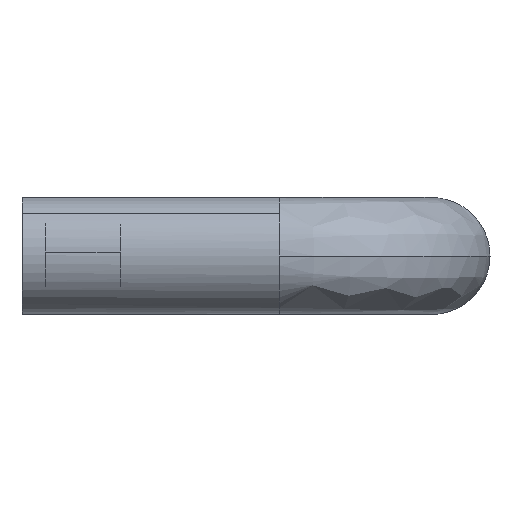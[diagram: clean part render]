
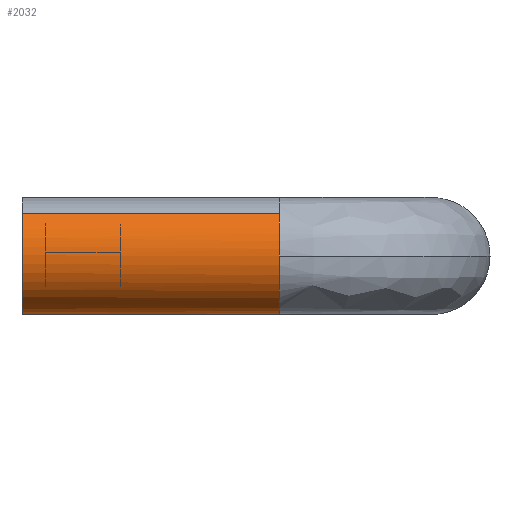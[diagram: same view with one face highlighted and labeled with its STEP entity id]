
A CAD part, left-side view. The second image highlights one B-rep face of the part: STEP entity #2032.
In plain terms, the highlighted free-form (B-spline) face has degree [2, 1] with [5, 2] control points.
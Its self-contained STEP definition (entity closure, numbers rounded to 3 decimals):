
#1643=CARTESIAN_POINT('',(-12.5,-55.,0.));
#1644=VERTEX_POINT('',#1643);
#1691=CARTESIAN_POINT('',(-8.604,-55.,9.067));
#1692=VERTEX_POINT('',#1691);
#1706=CARTESIAN_POINT('',(-8.604,-55.,9.067));
#1707=CARTESIAN_POINT('',(-12.5,-55.,5.37));
#1708=CARTESIAN_POINT('',(-12.5,-55.,0.));
#1716=(BOUNDED_CURVE()B_SPLINE_CURVE(2,(#1706,#1707,#1708),.UNSPECIFIED.,.F.,.U.)B_SPLINE_CURVE_WITH_KNOTS((3,3),(0.484,1.0),.UNSPECIFIED.)CURVE()GEOMETRIC_REPRESENTATION_ITEM()RATIONAL_B_SPLINE_CURVE((0.854,0.849,1.0))REPRESENTATION_ITEM(''));
#1717=EDGE_CURVE('',#1692,#1644,#1716,.T.);
#1752=CARTESIAN_POINT('',(8.604,-55.,-9.067));
#1753=VERTEX_POINT('',#1752);
#1754=CARTESIAN_POINT('',(-12.5,-55.,0.));
#1755=CARTESIAN_POINT('',(-12.5,-55.,-12.5));
#1756=CARTESIAN_POINT('',(0.,-55.,-12.5));
#1757=CARTESIAN_POINT('',(4.987,-55.,-12.5));
#1758=CARTESIAN_POINT('',(8.604,-55.,-9.067));
#1766=(BOUNDED_CURVE()B_SPLINE_CURVE(2,(#1754,#1755,#1756,#1757,#1758),.UNSPECIFIED.,.F.,.U.)B_SPLINE_CURVE_WITH_KNOTS((3,2,3),(0.0,0.333,0.495),.UNSPECIFIED.)CURVE()GEOMETRIC_REPRESENTATION_ITEM()RATIONAL_B_SPLINE_CURVE((1.0,0.707,1.0,0.858,0.854))REPRESENTATION_ITEM(''));
#1767=EDGE_CURVE('',#1644,#1753,#1766,.T.);
#1929=CARTESIAN_POINT('',(8.604,0.,-9.067));
#1930=VERTEX_POINT('',#1929);
#1931=CARTESIAN_POINT('',(8.604,0.,-9.067));
#1932=CARTESIAN_POINT('',(8.604,-55.,-9.067));
#1933=QUASI_UNIFORM_CURVE('',1,(#1931,#1932),.UNSPECIFIED.,.F.,.U.);
#1934=EDGE_CURVE('',#1930,#1753,#1933,.T.);
#1953=CARTESIAN_POINT('',(-8.604,0.,9.067));
#1954=VERTEX_POINT('',#1953);
#1968=CARTESIAN_POINT('',(-8.604,0.,9.067));
#1969=CARTESIAN_POINT('',(-8.604,-55.,9.067));
#1970=QUASI_UNIFORM_CURVE('',1,(#1968,#1969),.UNSPECIFIED.,.F.,.U.);
#1971=EDGE_CURVE('',#1954,#1692,#1970,.T.);
#1978=CARTESIAN_POINT('',(-8.604,1.375,9.067));
#1979=CARTESIAN_POINT('',(-17.672,1.375,0.463));
#1980=CARTESIAN_POINT('',(-9.067,1.375,-8.604));
#1981=CARTESIAN_POINT('',(-0.463,1.375,-17.672));
#1982=CARTESIAN_POINT('',(8.604,1.375,-9.067));
#1983=CARTESIAN_POINT('',(-8.604,-56.409,9.067));
#1984=CARTESIAN_POINT('',(-17.672,-56.409,0.463));
#1985=CARTESIAN_POINT('',(-9.067,-56.409,-8.604));
#1986=CARTESIAN_POINT('',(-0.463,-56.409,-17.672));
#1987=CARTESIAN_POINT('',(8.604,-56.409,-9.067));
#1995=(BOUNDED_SURFACE()B_SPLINE_SURFACE(2,1,((#1978,#1983),(#1979,#1984),(#1980,#1985),(#1981,#1986),(#1982,#1987)),.UNSPECIFIED.,.F.,.F.,.U.)B_SPLINE_SURFACE_WITH_KNOTS((3,2,3),(2,2),(0.0,20.711,41.421),(0.0,57.784),.UNSPECIFIED.)GEOMETRIC_REPRESENTATION_ITEM()RATIONAL_B_SPLINE_SURFACE(((1.0,1.0),(0.707,0.707),(1.0,1.0),(0.707,0.707),(1.0,1.0)))REPRESENTATION_ITEM('')SURFACE());
#1996=ORIENTED_EDGE('',*,*,#1767,.F.);
#1997=ORIENTED_EDGE('',*,*,#1717,.F.);
#1998=ORIENTED_EDGE('',*,*,#1971,.F.);
#1999=CARTESIAN_POINT('',(0.0,0.0,-12.5));
#2000=VERTEX_POINT('',#1999);
#2001=CARTESIAN_POINT('',(-8.604,0.,9.067));
#2002=CARTESIAN_POINT('',(-12.5,0.0,5.37));
#2003=CARTESIAN_POINT('',(-12.5,0.0,0.0));
#2004=CARTESIAN_POINT('',(-12.5,0.0,-12.5));
#2005=CARTESIAN_POINT('',(0.0,0.0,-12.5));
#2013=(BOUNDED_CURVE()B_SPLINE_CURVE(2,(#2001,#2002,#2003,#2004,#2005),.UNSPECIFIED.,.F.,.U.)B_SPLINE_CURVE_WITH_KNOTS((3,2,3),(0.121,0.25,0.5),.UNSPECIFIED.)CURVE()GEOMETRIC_REPRESENTATION_ITEM()RATIONAL_B_SPLINE_CURVE((0.854,0.849,1.0,0.707,1.0))REPRESENTATION_ITEM(''));
#2014=EDGE_CURVE('',#1954,#2000,#2013,.T.);
#2015=ORIENTED_EDGE('',*,*,#2014,.T.);
#2016=CARTESIAN_POINT('',(0.0,0.0,-12.5));
#2017=CARTESIAN_POINT('',(4.987,0.0,-12.5));
#2018=CARTESIAN_POINT('',(8.604,0.0,-9.067));
#2026=(BOUNDED_CURVE()B_SPLINE_CURVE(2,(#2016,#2017,#2018),.UNSPECIFIED.,.F.,.U.)B_SPLINE_CURVE_WITH_KNOTS((3,3),(0.5,0.621),.UNSPECIFIED.)CURVE()GEOMETRIC_REPRESENTATION_ITEM()RATIONAL_B_SPLINE_CURVE((1.0,0.858,0.854))REPRESENTATION_ITEM(''));
#2027=EDGE_CURVE('',#2000,#1930,#2026,.T.);
#2028=ORIENTED_EDGE('',*,*,#2027,.T.);
#2029=ORIENTED_EDGE('',*,*,#1934,.T.);
#2030=EDGE_LOOP('',(#1996,#1997,#1998,#2015,#2028,#2029));
#2031=FACE_OUTER_BOUND('',#2030,.T.);
#2032=ADVANCED_FACE('',(#2031),#1995,.T.);
